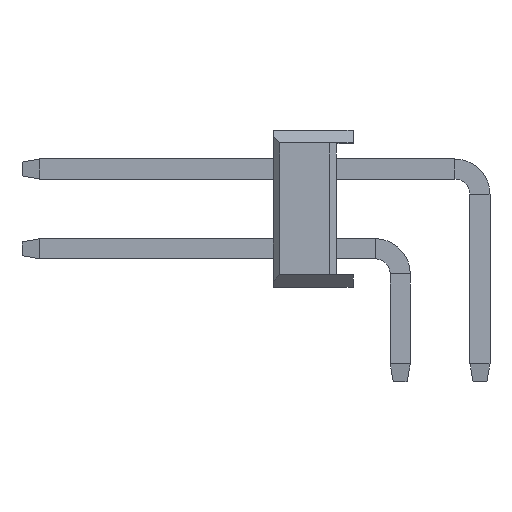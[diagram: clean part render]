
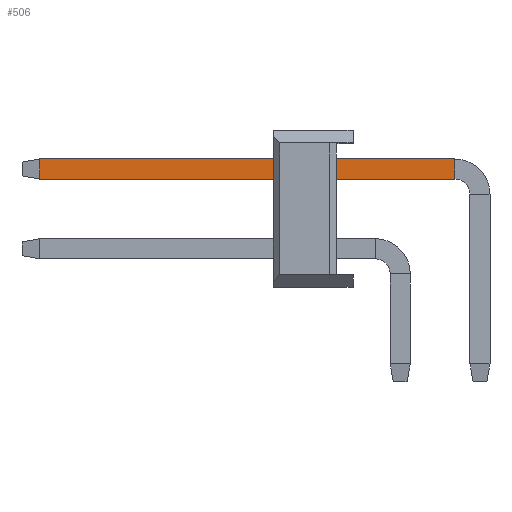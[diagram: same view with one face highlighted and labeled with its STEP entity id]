
A CAD part, left-side view. The second image highlights one B-rep face of the part: STEP entity #506.
In plain terms, the highlighted planar face has unit normal (-1, 0, 0).
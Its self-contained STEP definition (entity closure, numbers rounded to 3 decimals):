
#180 = DIRECTION ( 'NONE',  ( 0., 0., -1. ) ) ;
#506 = ADVANCED_FACE ( 'NONE', ( #6397 ), #7644, .F. ) ;
#1790 = VECTOR ( 'NONE', #180, 1000. ) ;
#2612 = DIRECTION ( 'NONE',  ( 0., -1., 0. ) ) ;
#3433 = AXIS2_PLACEMENT_3D ( 'NONE', #11642, #8841, #8629 ) ;
#3906 = CARTESIAN_POINT ( 'NONE',  ( -13.02, -3.24, 0.95 ) ) ;
#3927 = EDGE_LOOP ( 'NONE', ( #9290, #8587, #4924, #7839 ) ) ;
#4924 = ORIENTED_EDGE ( 'NONE', *, *, #9706, .T. ) ;
#5719 = CARTESIAN_POINT ( 'NONE',  ( -13.02, -3.24, 1.59 ) ) ;
#5874 = EDGE_CURVE ( 'NONE', #5998, #7435, #9360, .T. ) ;
#5998 = VERTEX_POINT ( 'NONE', #9857 ) ;
#6397 = FACE_OUTER_BOUND ( 'NONE', #3927, .T. ) ;
#6467 = EDGE_CURVE ( 'NONE', #9079, #8105, #12216, .T. ) ;
#6659 = DIRECTION ( 'NONE',  ( 0., 0., -1. ) ) ;
#7162 = VECTOR ( 'NONE', #6659, 1000. ) ;
#7237 = CARTESIAN_POINT ( 'NONE',  ( -13.02, 10.54, 1.59 ) ) ;
#7367 = CARTESIAN_POINT ( 'NONE',  ( -13.02, 10.54, 0.95 ) ) ;
#7435 = VERTEX_POINT ( 'NONE', #10874 ) ;
#7644 = PLANE ( 'NONE',  #3433 ) ;
#7717 = LINE ( 'NONE', #7367, #10215 ) ;
#7839 = ORIENTED_EDGE ( 'NONE', *, *, #6467, .F. ) ;
#8105 = VERTEX_POINT ( 'NONE', #3906 ) ;
#8205 = DIRECTION ( 'NONE',  ( 0., -1., 0. ) ) ;
#8587 = ORIENTED_EDGE ( 'NONE', *, *, #5874, .T. ) ;
#8605 = VECTOR ( 'NONE', #8205, 1000. ) ;
#8629 = DIRECTION ( 'NONE',  ( 0., 0., -1. ) ) ;
#8841 = DIRECTION ( 'NONE',  ( 1., 0., 0. ) ) ;
#8879 = LINE ( 'NONE', #7237, #8605 ) ;
#9079 = VERTEX_POINT ( 'NONE', #5719 ) ;
#9290 = ORIENTED_EDGE ( 'NONE', *, *, #9640, .F. ) ;
#9360 = LINE ( 'NONE', #11560, #1790 ) ;
#9640 = EDGE_CURVE ( 'NONE', #5998, #9079, #8879, .T. ) ;
#9706 = EDGE_CURVE ( 'NONE', #7435, #8105, #7717, .T. ) ;
#9857 = CARTESIAN_POINT ( 'NONE',  ( -13.02, 9.973, 1.59 ) ) ;
#10215 = VECTOR ( 'NONE', #2612, 1000. ) ;
#10466 = CARTESIAN_POINT ( 'NONE',  ( -13.02, -3.24, 1.59 ) ) ;
#10874 = CARTESIAN_POINT ( 'NONE',  ( -13.02, 9.973, 0.95 ) ) ;
#11560 = CARTESIAN_POINT ( 'NONE',  ( -13.02, 9.973, 1.59 ) ) ;
#11642 = CARTESIAN_POINT ( 'NONE',  ( -13.02, 10.54, 1.59 ) ) ;
#12216 = LINE ( 'NONE', #10466, #7162 ) ;
